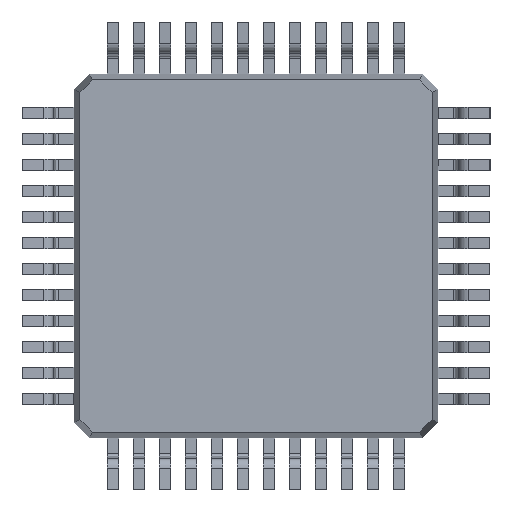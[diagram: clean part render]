
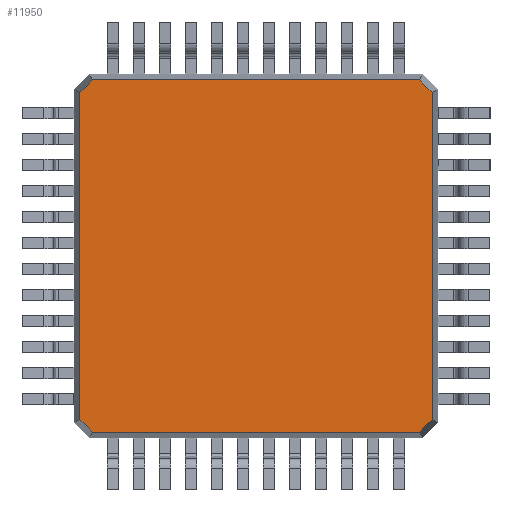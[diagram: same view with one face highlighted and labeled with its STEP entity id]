
A CAD part, front view. The second image highlights one B-rep face of the part: STEP entity #11950.
In plain terms, the highlighted planar face has unit normal (0, -1, 0).
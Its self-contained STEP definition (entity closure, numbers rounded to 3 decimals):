
#712=FACE_OUTER_BOUND('',#1410,.T.);
#1410=EDGE_LOOP('',(#7955,#7956,#7957,#7958,#7959,#7960,#7961,#7962));
#2124=LINE('',#17425,#3524);
#2127=LINE('',#17430,#3527);
#2129=LINE('',#17434,#3529);
#2131=LINE('',#17438,#3531);
#2133=LINE('',#17442,#3533);
#2135=LINE('',#17446,#3535);
#2137=LINE('',#17450,#3537);
#2138=LINE('',#17452,#3538);
#3524=VECTOR('',#13852,1000.);
#3527=VECTOR('',#13857,1000.);
#3529=VECTOR('',#13861,1000.);
#3531=VECTOR('',#13865,1000.);
#3533=VECTOR('',#13869,1000.);
#3535=VECTOR('',#13873,1000.);
#3537=VECTOR('',#13877,1000.);
#3538=VECTOR('',#13880,1000.);
#4907=VERTEX_POINT('',#17422);
#4908=VERTEX_POINT('',#17424);
#4909=VERTEX_POINT('',#17428);
#4910=VERTEX_POINT('',#17432);
#4911=VERTEX_POINT('',#17436);
#4912=VERTEX_POINT('',#17440);
#4913=VERTEX_POINT('',#17444);
#4914=VERTEX_POINT('',#17448);
#6108=EDGE_CURVE('',#4908,#4907,#2124,.T.);
#6111=EDGE_CURVE('',#4907,#4909,#2127,.T.);
#6113=EDGE_CURVE('',#4909,#4910,#2129,.T.);
#6115=EDGE_CURVE('',#4910,#4911,#2131,.T.);
#6117=EDGE_CURVE('',#4911,#4912,#2133,.T.);
#6119=EDGE_CURVE('',#4912,#4913,#2135,.T.);
#6121=EDGE_CURVE('',#4913,#4914,#2137,.T.);
#6122=EDGE_CURVE('',#4914,#4908,#2138,.T.);
#7955=ORIENTED_EDGE('',*,*,#6108,.T.);
#7956=ORIENTED_EDGE('',*,*,#6111,.T.);
#7957=ORIENTED_EDGE('',*,*,#6113,.T.);
#7958=ORIENTED_EDGE('',*,*,#6115,.T.);
#7959=ORIENTED_EDGE('',*,*,#6117,.T.);
#7960=ORIENTED_EDGE('',*,*,#6119,.T.);
#7961=ORIENTED_EDGE('',*,*,#6121,.T.);
#7962=ORIENTED_EDGE('',*,*,#6122,.T.);
#11444=PLANE('',#12716);
#11950=ADVANCED_FACE('',(#712),#11444,.T.);
#12716=AXIS2_PLACEMENT_3D('',#17453,#13881,#13882);
#13852=DIRECTION('',(0.707,0.,-0.707));
#13857=DIRECTION('',(1.,0.,0.));
#13861=DIRECTION('',(0.707,0.,0.707));
#13865=DIRECTION('',(0.,0.,1.));
#13869=DIRECTION('',(-0.707,0.,0.707));
#13873=DIRECTION('',(-1.,0.,0.));
#13877=DIRECTION('',(-0.707,0.,-0.707));
#13880=DIRECTION('',(0.,0.,-1.));
#13881=DIRECTION('center_axis',(0.,-1.,0.));
#13882=DIRECTION('ref_axis',(0.,0.,-1.));
#17422=CARTESIAN_POINT('',(-3.152,-0.725,-3.385));
#17424=CARTESIAN_POINT('',(-3.385,-0.725,-3.152));
#17425=CARTESIAN_POINT('',(-3.419,-0.725,-3.119));
#17428=CARTESIAN_POINT('',(3.152,-0.725,-3.385));
#17430=CARTESIAN_POINT('',(-3.2,-0.725,-3.385));
#17432=CARTESIAN_POINT('',(3.385,-0.725,-3.152));
#17434=CARTESIAN_POINT('',(3.119,-0.725,-3.419));
#17436=CARTESIAN_POINT('',(3.385,-0.725,3.152));
#17438=CARTESIAN_POINT('',(3.385,-0.725,-3.2));
#17440=CARTESIAN_POINT('',(3.152,-0.725,3.385));
#17442=CARTESIAN_POINT('',(3.419,-0.725,3.119));
#17444=CARTESIAN_POINT('',(-3.152,-0.725,3.385));
#17446=CARTESIAN_POINT('',(3.2,-0.725,3.385));
#17448=CARTESIAN_POINT('',(-3.385,-0.725,3.152));
#17450=CARTESIAN_POINT('',(-3.119,-0.725,3.419));
#17452=CARTESIAN_POINT('',(-3.385,-0.725,3.2));
#17453=CARTESIAN_POINT('Origin',(0.,-0.725,0.));
